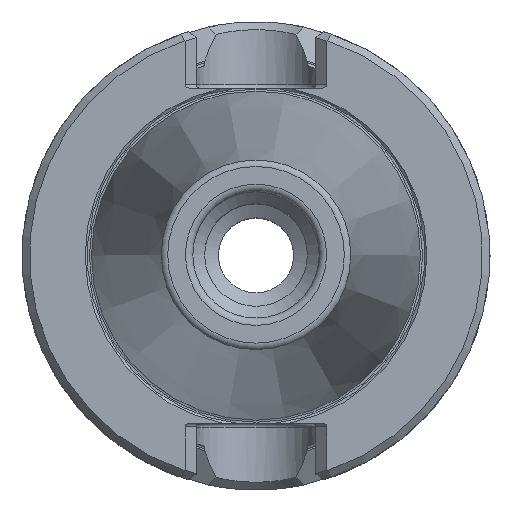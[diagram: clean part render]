
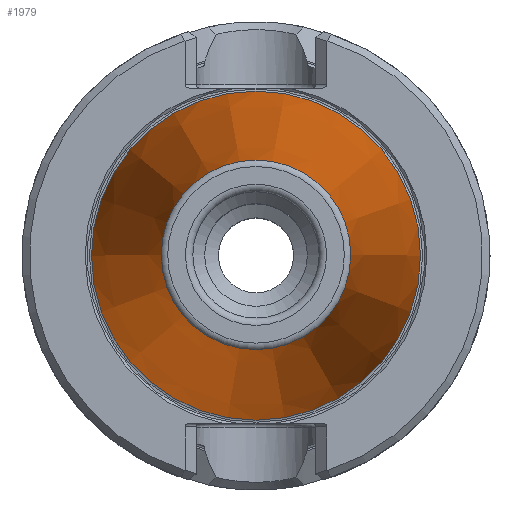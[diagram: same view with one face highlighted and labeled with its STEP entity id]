
A CAD part, top view. The second image highlights one B-rep face of the part: STEP entity #1979.
In plain terms, the highlighted conical face has half-angle 8.297 degrees and reference radius 12.396 mm.
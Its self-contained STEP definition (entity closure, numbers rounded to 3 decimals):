
#227=CONICAL_SURFACE('',#2087,12.396,0.145);
#277=ORIENTED_EDGE('',*,*,#647,.T.);
#278=ORIENTED_EDGE('',*,*,#640,.F.);
#640=EDGE_CURVE('',#828,#828,#962,.F.);
#647=EDGE_CURVE('',#835,#835,#969,.F.);
#828=VERTEX_POINT('',#2630);
#835=VERTEX_POINT('',#2651);
#962=CIRCLE('',#2074,12.763);
#969=CIRCLE('',#2088,22.149);
#1045=EDGE_LOOP('',(#277));
#1046=EDGE_LOOP('',(#278));
#1177=FACE_BOUND('',#1045,.T.);
#1178=FACE_BOUND('',#1046,.T.);
#1979=ADVANCED_FACE('',(#1177,#1178),#227,.T.);
#2074=AXIS2_PLACEMENT_3D('',#2629,#2246,#2247);
#2087=AXIS2_PLACEMENT_3D('',#2649,#2272,#2273);
#2088=AXIS2_PLACEMENT_3D('',#2650,#2274,#2275);
#2246=DIRECTION('',(0.,0.,-1.));
#2247=DIRECTION('',(-1.,0.,0.));
#2272=DIRECTION('',(0.,0.,-1.));
#2273=DIRECTION('',(-1.,0.,0.));
#2274=DIRECTION('',(0.,0.,-1.));
#2275=DIRECTION('',(-1.,0.,0.));
#2629=CARTESIAN_POINT('',(0.,0.,64.886));
#2630=CARTESIAN_POINT('',(-12.763,0.,64.886));
#2649=CARTESIAN_POINT('',(0.,0.,67.4));
#2650=CARTESIAN_POINT('',(0.,0.,0.524));
#2651=CARTESIAN_POINT('',(-22.149,0.,0.524));
